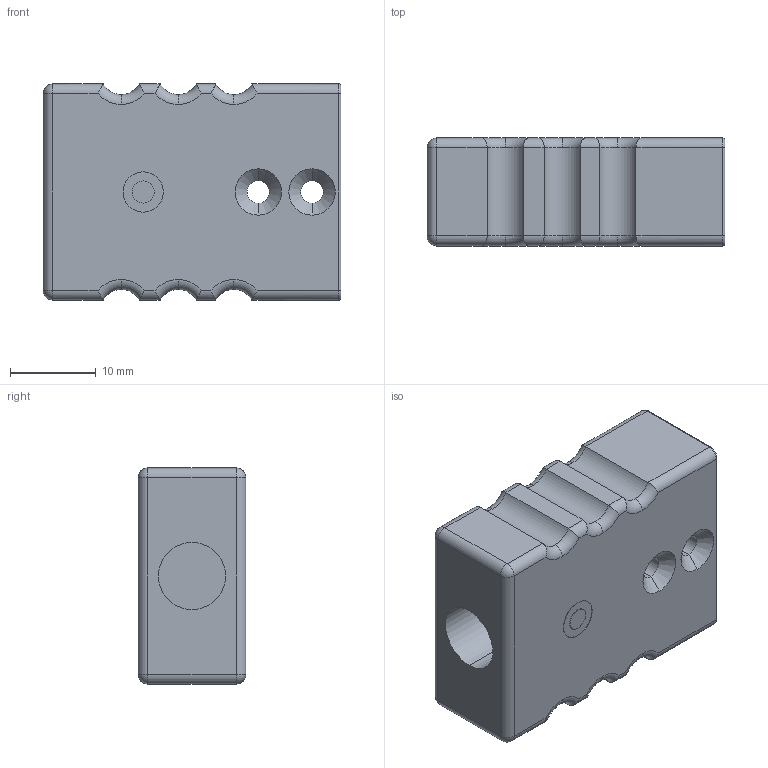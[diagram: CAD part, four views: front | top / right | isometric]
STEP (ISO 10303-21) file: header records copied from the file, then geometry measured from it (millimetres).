
FILE_DESCRIPTION (( 'STEP AP214' ), '1' );
FILE_NAME ('NTC-SJ.STEP', '2024-06-19T21:34:04', ( '' ), ( '' ), 'SwSTEP 2.0', 'SolidWorks 2021', '' );
FILE_SCHEMA (( 'AUTOMOTIVE_DESIGN' ));
Length unit declared in the file: inch
Products named in the file (1): NTC-SJ
Bounding box: 34.77 x 12.57 x 25.22 mm (x, y, z)
Volume: 9219 mm3; surface area: 4689.4 mm2
Topology: 1 solids, 1 shells, 170 faces, 409 edges, 250 vertices
Faces by surface type: cylinder 64, plane 59, torus 31, cone 8, sphere 4, bspline 4
Entity records: 5844 total; most frequent: CARTESIAN_POINT 1793, DIRECTION 886, ORIENTED_EDGE 810, EDGE_CURVE 405, AXIS2_PLACEMENT_3D 349, VERTEX_POINT 250, VECTOR 188, LINE 188
